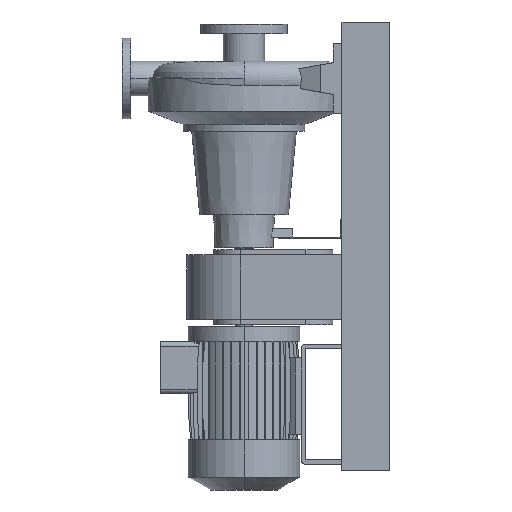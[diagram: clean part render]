
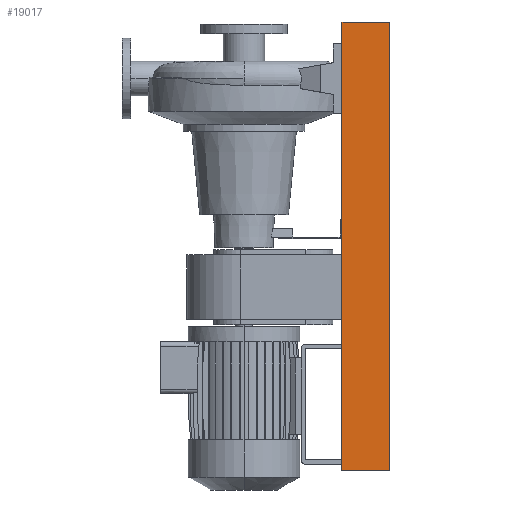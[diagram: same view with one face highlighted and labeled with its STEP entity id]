
A CAD part, left-side view. The second image highlights one B-rep face of the part: STEP entity #19017.
In plain terms, the highlighted planar face has unit normal (-1, 0, 0).
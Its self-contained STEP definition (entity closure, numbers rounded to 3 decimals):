
#102 = DIRECTION ( 'NONE',  ( -1., 0., 0. ) ) ;
#1375 = LINE ( 'NONE', #2899, #7070 ) ;
#1840 = ORIENTED_EDGE ( 'NONE', *, *, #12342, .T. ) ;
#1869 = EDGE_CURVE ( 'NONE', #18509, #21063, #5983, .T. ) ;
#2514 = VECTOR ( 'NONE', #17714, 1000. ) ;
#2866 = LINE ( 'NONE', #4706, #10884 ) ;
#2899 = CARTESIAN_POINT ( 'NONE',  ( -200., -55., 515. ) ) ;
#2959 = EDGE_CURVE ( 'NONE', #21063, #10562, #1375, .T. ) ;
#4467 = CARTESIAN_POINT ( 'NONE',  ( -200., 55., -515. ) ) ;
#4706 = CARTESIAN_POINT ( 'NONE',  ( -200., -55., -515. ) ) ;
#4849 = DIRECTION ( 'NONE',  ( 0., -1., 0. ) ) ;
#5115 = DIRECTION ( 'NONE',  ( 0., 0., 1. ) ) ;
#5983 = LINE ( 'NONE', #4467, #2514 ) ;
#6476 = ORIENTED_EDGE ( 'NONE', *, *, #1869, .F. ) ;
#7070 = VECTOR ( 'NONE', #4849, 1000. ) ;
#7251 = AXIS2_PLACEMENT_3D ( 'NONE', #8357, #102, #5115 ) ;
#8254 = PLANE ( 'NONE',  #7251 ) ;
#8315 = DIRECTION ( 'NONE',  ( 0., -1., 0. ) ) ;
#8357 = CARTESIAN_POINT ( 'NONE',  ( -200., -55., -515. ) ) ;
#9682 = DIRECTION ( 'NONE',  ( 0., 0., 1. ) ) ;
#9763 = EDGE_CURVE ( 'NONE', #18509, #18839, #16378, .T. ) ;
#9792 = ORIENTED_EDGE ( 'NONE', *, *, #2959, .F. ) ;
#9871 = FACE_OUTER_BOUND ( 'NONE', #16213, .T. ) ;
#10562 = VERTEX_POINT ( 'NONE', #18584 ) ;
#10884 = VECTOR ( 'NONE', #9682, 1000. ) ;
#12342 = EDGE_CURVE ( 'NONE', #18839, #10562, #2866, .T. ) ;
#13994 = CARTESIAN_POINT ( 'NONE',  ( -200., 55., -515. ) ) ;
#14916 = VECTOR ( 'NONE', #8315, 1000. ) ;
#16012 = CARTESIAN_POINT ( 'NONE',  ( -200., 55., 515. ) ) ;
#16213 = EDGE_LOOP ( 'NONE', ( #9792, #6476, #18428, #1840 ) ) ;
#16378 = LINE ( 'NONE', #16585, #14916 ) ;
#16585 = CARTESIAN_POINT ( 'NONE',  ( -200., -55., -515. ) ) ;
#17714 = DIRECTION ( 'NONE',  ( 0., 0., 1. ) ) ;
#18428 = ORIENTED_EDGE ( 'NONE', *, *, #9763, .T. ) ;
#18509 = VERTEX_POINT ( 'NONE', #13994 ) ;
#18584 = CARTESIAN_POINT ( 'NONE',  ( -200., -55., 515. ) ) ;
#18839 = VERTEX_POINT ( 'NONE', #19346 ) ;
#19017 = ADVANCED_FACE ( 'NONE', ( #9871 ), #8254, .T. ) ;
#19346 = CARTESIAN_POINT ( 'NONE',  ( -200., -55., -515. ) ) ;
#21063 = VERTEX_POINT ( 'NONE', #16012 ) ;
